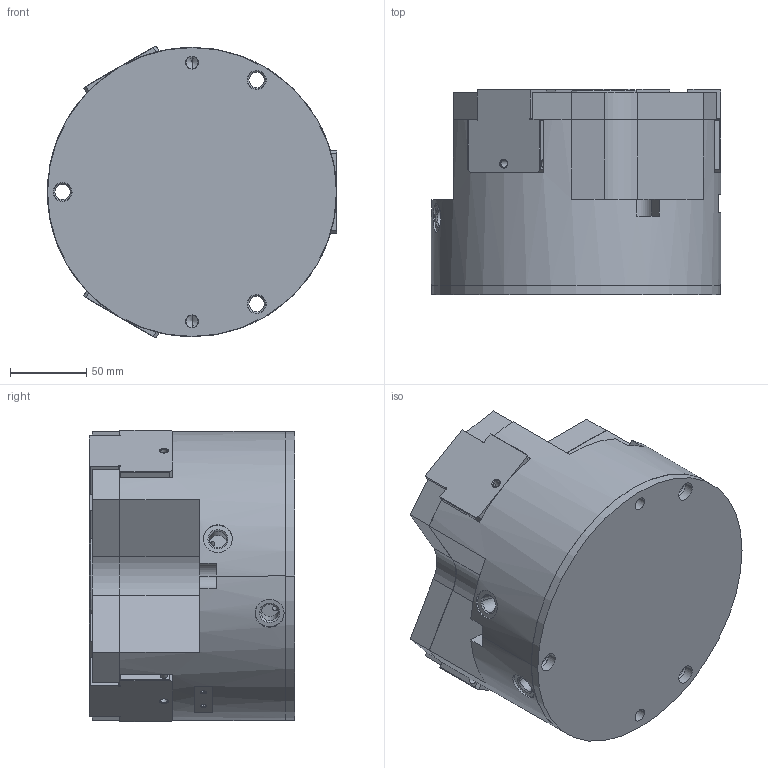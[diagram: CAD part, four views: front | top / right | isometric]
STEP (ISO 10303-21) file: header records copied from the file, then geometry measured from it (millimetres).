
FILE_DESCRIPTION( ( '' ), '1' );
FILE_NAME( 'op190_3s_op653abs_0_2_14a.stp', '2010-10-25T12:48:48', ( '' ), ( '' ), ' ', ' ', ' ' );
FILE_SCHEMA( ( 'automotive_design' ) );
Length unit declared in the file: millimetre
Products named in the file (4): 1; 2; 3; 4
Bounding box: 190 x 135 x 191.54 mm (x, y, z)
Volume: 3142069.8 mm3; surface area: 252795 mm2
Topology: 4 solids, 4 shells, 403 faces, 1025 edges, 626 vertices
Faces by surface type: plane 197, cylinder 114, cone 92
Entity records: 23456 total; most frequent: CARTESIAN_POINT 2338, DIRECTION 2084, STYLED_ITEM 2018, PRESENTATION_STYLE_ASSIGNMENT 2018, COLOUR_RGB 2018, ORIENTED_EDGE 1970, EDGE_CURVE 985, CURVE_STYLE 985
